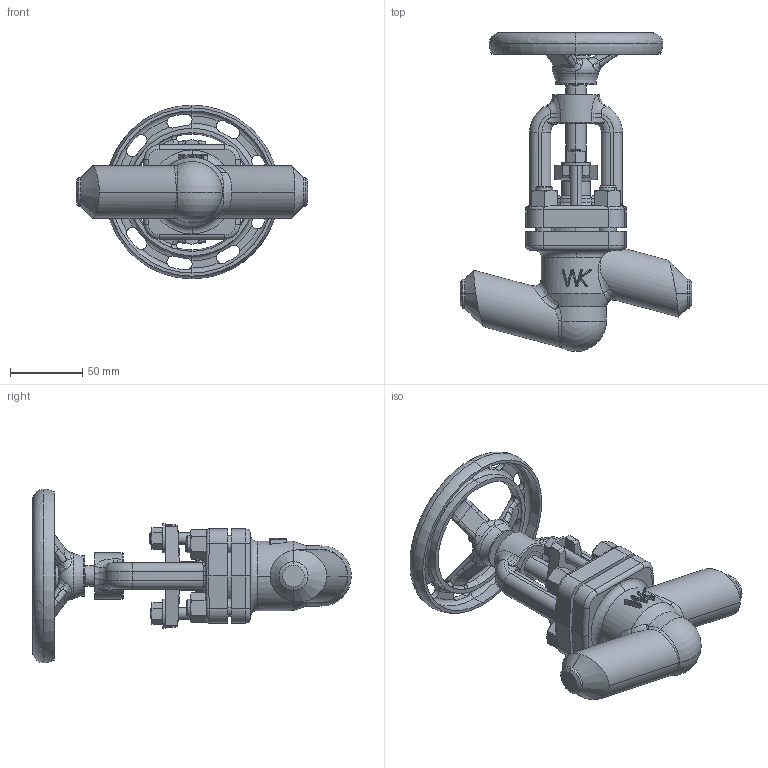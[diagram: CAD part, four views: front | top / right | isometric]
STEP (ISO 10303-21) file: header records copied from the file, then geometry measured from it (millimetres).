
FILE_DESCRIPTION (( 'STEP AP214' ), '1' );
FILE_NAME ('530S DN15 3-1559_katalog.STEP', '2015-02-19T11:36:14', ( '' ), ( '' ), 'SwSTEP 2.0', 'SolidWorks 2015', '' );
FILE_SCHEMA (( 'AUTOMOTIVE_DESIGN' ));
Length unit declared in the file: millimetre
Products named in the file (1): 530S DN15 3-1559_katalog
Bounding box: 160 x 220.29 x 120 mm (x, y, z)
Volume: 501422 mm3; surface area: 92520.3 mm2
Topology: 1 solids, 1 shells, 716 faces, 1860 edges, 1101 vertices
Faces by surface type: cylinder 213, plane 170, bspline 155, cone 96, torus 61, sphere 21
Entity records: 36991 total; most frequent: CARTESIAN_POINT 15954, ORIENTED_EDGE 3638, DIRECTION 2960, EDGE_CURVE 1819, AXIS2_PLACEMENT_3D 1270, VERTEX_POINT 1099, EDGE_LOOP 750, FACE_OUTER_BOUND 716
